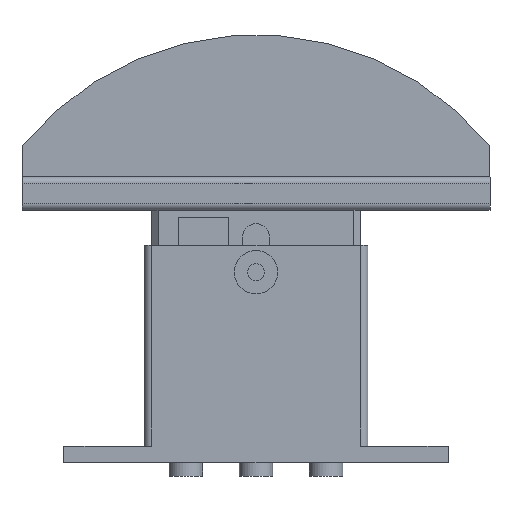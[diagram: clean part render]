
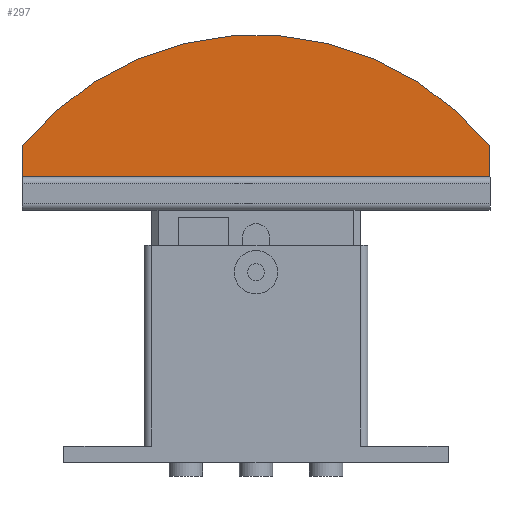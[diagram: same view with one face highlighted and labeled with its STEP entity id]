
A CAD part, front view. The second image highlights one B-rep face of the part: STEP entity #297.
In plain terms, the highlighted planar face has unit normal (0, -1, 0).
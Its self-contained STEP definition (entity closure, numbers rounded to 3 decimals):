
#297=ADVANCED_FACE('',(#635),#636,.T.);
#635=FACE_OUTER_BOUND('',#1011,.T.);
#636=PLANE('',#1012);
#1011=EDGE_LOOP('',(#1793,#1794,#1795,#1796));
#1012=AXIS2_PLACEMENT_3D('',#1797,#1798,#1799);
#1793=ORIENTED_EDGE('',*,*,#2434,.T.);
#1794=ORIENTED_EDGE('',*,*,#2389,.F.);
#1795=ORIENTED_EDGE('',*,*,#2428,.F.);
#1796=ORIENTED_EDGE('',*,*,#2410,.F.);
#1797=CARTESIAN_POINT('',(0.,-12.5,97.636));
#1798=DIRECTION('',(0.0,-1.0,0.0));
#1799=DIRECTION('',(1.0,0.0,0.0));
#2389=EDGE_CURVE('',#2908,#2910,#2911,.T.);
#2410=EDGE_CURVE('',#2945,#2947,#2948,.T.);
#2428=EDGE_CURVE('',#2947,#2908,#2973,.T.);
#2434=EDGE_CURVE('',#2945,#2910,#2979,.T.);
#2908=VERTEX_POINT('',#3615);
#2910=VERTEX_POINT('',#3618);
#2911=LINE('',#3619,#3620);
#2945=VERTEX_POINT('',#3671);
#2947=VERTEX_POINT('',#3674);
#2948=LINE('',#3675,#3676);
#2973=CIRCLE('',#3710,90.0);
#2979=LINE('',#3717,#3718);
#3615=CARTESIAN_POINT('',(70.,-12.5,94.569));
#3618=CARTESIAN_POINT('',(70.0,-12.5,85.5));
#3619=CARTESIAN_POINT('',(70.0,-12.5,94.569));
#3620=VECTOR('',#4229,1.0);
#3671=CARTESIAN_POINT('',(-70.0,-12.5,85.5));
#3674=CARTESIAN_POINT('',(-70.0,-12.5,94.569));
#3675=CARTESIAN_POINT('',(-70.0,-12.5,80.5));
#3676=VECTOR('',#4248,1.0);
#3710=AXIS2_PLACEMENT_3D('',#4270,#4271,#4272);
#3717=CARTESIAN_POINT('',(0.,-12.5,85.5));
#3718=VECTOR('',#4277,1.0);
#4229=DIRECTION('',(0.0,0.0,-1.0));
#4248=DIRECTION('',(0.0,0.0,1.0));
#4270=CARTESIAN_POINT('',(0.,-12.5,38.));
#4271=DIRECTION('',(-0.0,1.0,0.0));
#4272=DIRECTION('',(0.778,0.0,0.629));
#4277=DIRECTION('',(1.0,0.0,-0.0));
